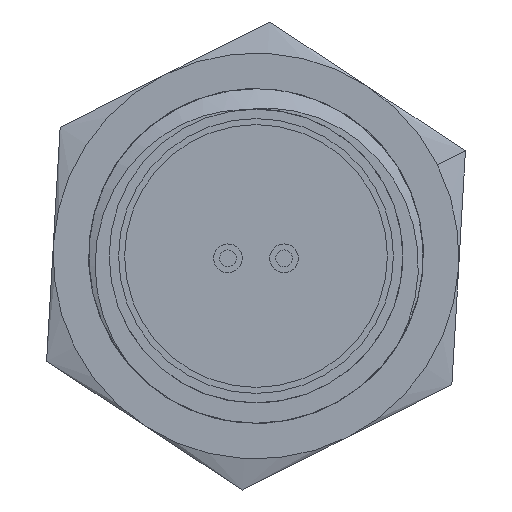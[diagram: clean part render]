
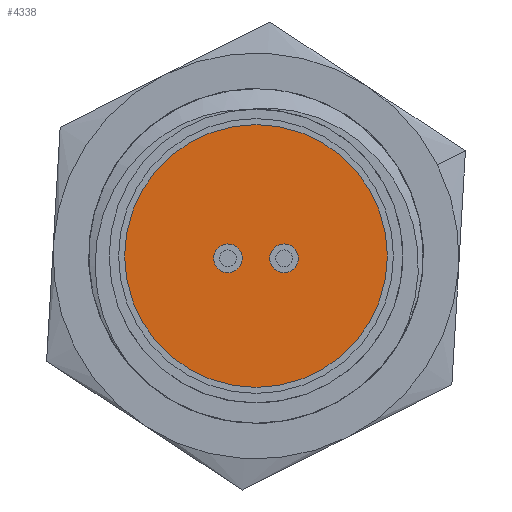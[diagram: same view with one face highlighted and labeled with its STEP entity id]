
A CAD part, front view. The second image highlights one B-rep face of the part: STEP entity #4338.
In plain terms, the highlighted planar face has unit normal (0, -1, 0).
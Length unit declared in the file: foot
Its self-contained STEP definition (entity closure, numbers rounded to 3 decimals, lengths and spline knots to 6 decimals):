
#36 = EDGE_LOOP ( 'NONE', ( #738, #913 ) ) ;
#109 = DIRECTION ( 'NONE',  ( 1., 0., 0. ) ) ;
#119 = VECTOR ( 'NONE', #4032, 3.28084 ) ;
#226 = FACE_BOUND ( 'NONE', #6973, .T. ) ;
#253 = DIRECTION ( 'NONE',  ( 0., 0., -1. ) ) ;
#368 = VECTOR ( 'NONE', #987, 3.28084 ) ;
#443 = EDGE_CURVE ( 'NONE', #7099, #4948, #3226, .T. ) ;
#472 = VERTEX_POINT ( 'NONE', #1967 ) ;
#528 = CARTESIAN_POINT ( 'NONE',  ( -0.005, 0., 0.000833 ) ) ;
#631 = VECTOR ( 'NONE', #253, 3.28084 ) ;
#696 = VECTOR ( 'NONE', #1332, 3.28084 ) ;
#726 = VERTEX_POINT ( 'NONE', #4670 ) ;
#738 = ORIENTED_EDGE ( 'NONE', *, *, #1620, .T. ) ;
#913 = ORIENTED_EDGE ( 'NONE', *, *, #1769, .T. ) ;
#984 = EDGE_CURVE ( 'NONE', #2090, #6118, #5020, .T. ) ;
#987 = DIRECTION ( 'NONE',  ( 1., 0., 0. ) ) ;
#1052 = CARTESIAN_POINT ( 'NONE',  ( 0.003333, 0., 0.000833 ) ) ;
#1082 = ORIENTED_EDGE ( 'NONE', *, *, #7047, .F. ) ;
#1117 = CARTESIAN_POINT ( 'NONE',  ( -0.005, 0., -0.000833 ) ) ;
#1238 = VERTEX_POINT ( 'NONE', #5218 ) ;
#1263 = DIRECTION ( 'NONE',  ( 0., 0., -1. ) ) ;
#1268 = ORIENTED_EDGE ( 'NONE', *, *, #6770, .T. ) ;
#1332 = DIRECTION ( 'NONE',  ( 1., 0., 0. ) ) ;
#1359 = CARTESIAN_POINT ( 'NONE',  ( -0.005, 0., -0.000833 ) ) ;
#1460 = ORIENTED_EDGE ( 'NONE', *, *, #443, .T. ) ;
#1584 = DIRECTION ( 'NONE',  ( 0., -1., 0. ) ) ;
#1620 = EDGE_CURVE ( 'NONE', #2432, #3160, #3300, .T. ) ;
#1623 = LINE ( 'NONE', #3478, #119 ) ;
#1729 = FACE_BOUND ( 'NONE', #2343, .T. ) ;
#1769 = EDGE_CURVE ( 'NONE', #3160, #2432, #2851, .T. ) ;
#1779 = CARTESIAN_POINT ( 'NONE',  ( -0.003333, 0., -0.000833 ) ) ;
#1836 = LINE ( 'NONE', #2411, #6065 ) ;
#1967 = CARTESIAN_POINT ( 'NONE',  ( -0.005, 0., 0.000833 ) ) ;
#1976 = EDGE_CURVE ( 'NONE', #4948, #726, #5265, .T. ) ;
#2009 = CARTESIAN_POINT ( 'NONE',  ( 0.003333, 0., 0.000833 ) ) ;
#2090 = VERTEX_POINT ( 'NONE', #1117 ) ;
#2159 = PLANE ( 'NONE',  #4877 ) ;
#2160 = CARTESIAN_POINT ( 'NONE',  ( -0.003333, 0., 0.000833 ) ) ;
#2223 = CARTESIAN_POINT ( 'NONE',  ( 0.005, 0., 0.000833 ) ) ;
#2297 = DIRECTION ( 'NONE',  ( 0., 0., -1. ) ) ;
#2304 = VECTOR ( 'NONE', #2297, 3.28084 ) ;
#2343 = EDGE_LOOP ( 'NONE', ( #4310, #7134, #1460, #3003 ) ) ;
#2348 = LINE ( 'NONE', #4225, #631 ) ;
#2411 = CARTESIAN_POINT ( 'NONE',  ( 0.003333, 0., -0.000833 ) ) ;
#2432 = VERTEX_POINT ( 'NONE', #6554 ) ;
#2504 = DIRECTION ( 'NONE',  ( 0., 0., -1. ) ) ;
#2617 = DIRECTION ( 'NONE',  ( 0., -1., 0. ) ) ;
#2637 = CARTESIAN_POINT ( 'NONE',  ( 0., 0., 0. ) ) ;
#2851 = CIRCLE ( 'NONE', #4487, 0.018042 ) ;
#3003 = ORIENTED_EDGE ( 'NONE', *, *, #1976, .T. ) ;
#3101 = CARTESIAN_POINT ( 'NONE',  ( 0., 0., 0.018042 ) ) ;
#3160 = VERTEX_POINT ( 'NONE', #3101 ) ;
#3226 = LINE ( 'NONE', #1052, #368 ) ;
#3270 = FACE_OUTER_BOUND ( 'NONE', #36, .T. ) ;
#3300 = CIRCLE ( 'NONE', #4262, 0.018042 ) ;
#3433 = VECTOR ( 'NONE', #5035, 3.28084 ) ;
#3478 = CARTESIAN_POINT ( 'NONE',  ( -0.003333, 0., 0.000833 ) ) ;
#4009 = EDGE_CURVE ( 'NONE', #1238, #726, #1836, .T. ) ;
#4032 = DIRECTION ( 'NONE',  ( 0., 0., -1. ) ) ;
#4125 = CARTESIAN_POINT ( 'NONE',  ( 0.003333, 0., 0.000833 ) ) ;
#4214 = VECTOR ( 'NONE', #1263, 3.28084 ) ;
#4223 = CARTESIAN_POINT ( 'NONE',  ( 0.005, 0., 0.000833 ) ) ;
#4225 = CARTESIAN_POINT ( 'NONE',  ( -0.005, 0., 0.000833 ) ) ;
#4262 = AXIS2_PLACEMENT_3D ( 'NONE', #2637, #2617, #2504 ) ;
#4310 = ORIENTED_EDGE ( 'NONE', *, *, #4009, .F. ) ;
#4338 = ADVANCED_FACE ( 'NONE', ( #3270, #226, #1729 ), #2159, .T. ) ;
#4487 = AXIS2_PLACEMENT_3D ( 'NONE', #5626, #5575, #5487 ) ;
#4670 = CARTESIAN_POINT ( 'NONE',  ( 0.005, 0., -0.000833 ) ) ;
#4877 = AXIS2_PLACEMENT_3D ( 'NONE', #4949, #1584, #5486 ) ;
#4885 = LINE ( 'NONE', #528, #3433 ) ;
#4948 = VERTEX_POINT ( 'NONE', #4223 ) ;
#4949 = CARTESIAN_POINT ( 'NONE',  ( 0.018042, 0., 0. ) ) ;
#5020 = LINE ( 'NONE', #1359, #696 ) ;
#5035 = DIRECTION ( 'NONE',  ( 1., 0., 0. ) ) ;
#5218 = CARTESIAN_POINT ( 'NONE',  ( 0.003333, 0., -0.000833 ) ) ;
#5265 = LINE ( 'NONE', #2223, #2304 ) ;
#5486 = DIRECTION ( 'NONE',  ( 0., 0., -1. ) ) ;
#5487 = DIRECTION ( 'NONE',  ( 0., 0., -1. ) ) ;
#5554 = ORIENTED_EDGE ( 'NONE', *, *, #5625, .T. ) ;
#5575 = DIRECTION ( 'NONE',  ( 0., -1., 0. ) ) ;
#5625 = EDGE_CURVE ( 'NONE', #472, #6657, #4885, .T. ) ;
#5626 = CARTESIAN_POINT ( 'NONE',  ( 0., 0., 0. ) ) ;
#5630 = LINE ( 'NONE', #4125, #4214 ) ;
#6065 = VECTOR ( 'NONE', #109, 3.28084 ) ;
#6118 = VERTEX_POINT ( 'NONE', #1779 ) ;
#6160 = EDGE_CURVE ( 'NONE', #7099, #1238, #5630, .T. ) ;
#6554 = CARTESIAN_POINT ( 'NONE',  ( 0., 0., -0.018042 ) ) ;
#6657 = VERTEX_POINT ( 'NONE', #2160 ) ;
#6770 = EDGE_CURVE ( 'NONE', #6657, #6118, #1623, .T. ) ;
#6791 = ORIENTED_EDGE ( 'NONE', *, *, #984, .F. ) ;
#6973 = EDGE_LOOP ( 'NONE', ( #6791, #1082, #5554, #1268 ) ) ;
#7047 = EDGE_CURVE ( 'NONE', #472, #2090, #2348, .T. ) ;
#7099 = VERTEX_POINT ( 'NONE', #2009 ) ;
#7134 = ORIENTED_EDGE ( 'NONE', *, *, #6160, .F. ) ;
